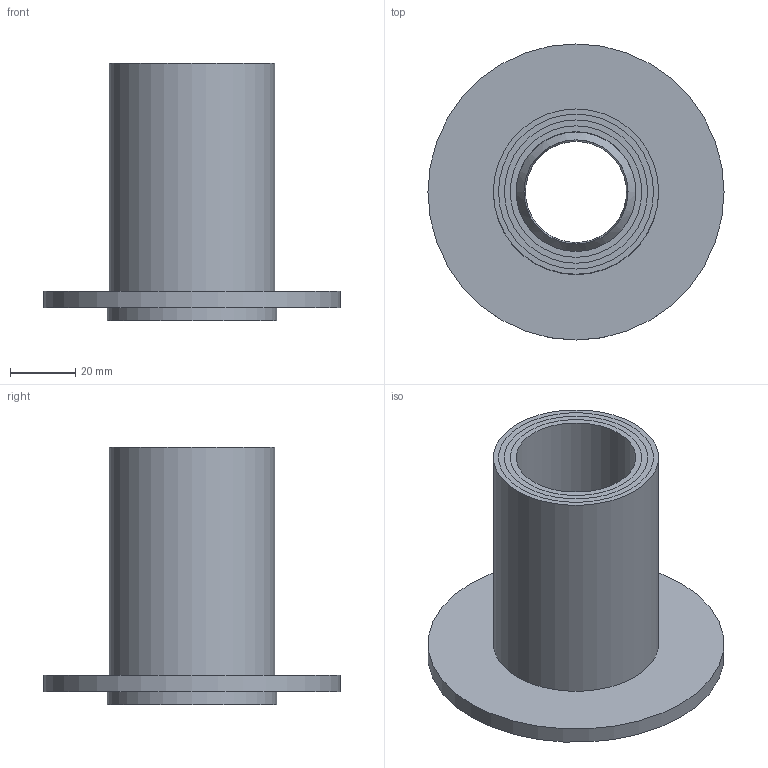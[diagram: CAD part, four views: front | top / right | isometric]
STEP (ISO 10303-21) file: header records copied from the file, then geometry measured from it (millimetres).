
FILE_DESCRIPTION((''),'2;1');
FILE_NAME('SLEEV-IT WT-MAR32M.stp','2014-11-17T14:09:10',('se-emikul'),(''),'Autodesk Inventor 2013','Autodesk Inventor 2013','');
FILE_SCHEMA(('AUTOMOTIVE_DESIGN { 1 0 10303 214 1 1 1 1 }'));
Length unit declared in the file: millimetre
Products named in the file (1): SLEEV-IT WT-MAR32M
Bounding box: 91 x 91 x 79 mm (x, y, z)
Volume: 98736.9 mm3; surface area: 59644 mm2
Topology: 4 solids, 4 shells, 27 faces, 41 edges, 27 vertices
Faces by surface type: plane 13, cylinder 11, revolution 2, cone 1
Full cylindrical faces by diameter (mm): 32 x3, 36.8 x1, 38.1 x1, 39 x1, 47.6 x2, 50.8 x1, 52 x1, 91 x1
Entity records: 663 total; most frequent: DIRECTION 116, CARTESIAN_POINT 86, ORIENTED_EDGE 58, AXIS2_PLACEMENT_3D 57, EDGE_LOOP 52, STYLED_ITEM 31, EDGE_CURVE 29, VERTEX_POINT 27
